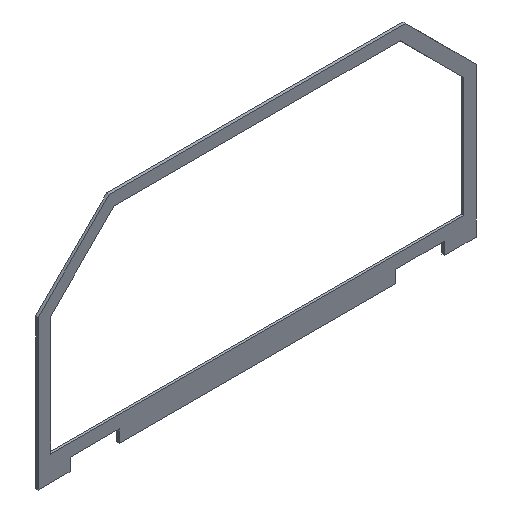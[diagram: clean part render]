
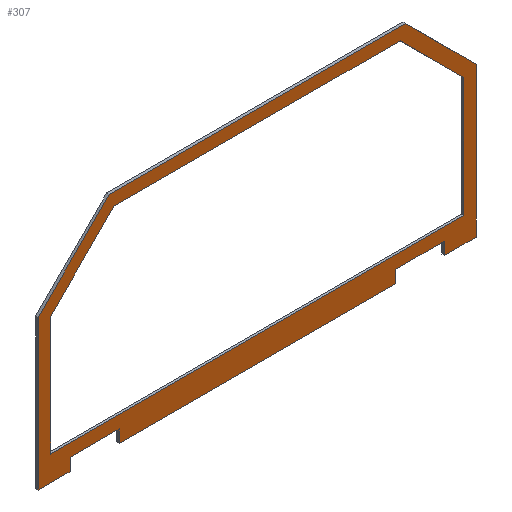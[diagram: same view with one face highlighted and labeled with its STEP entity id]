
A CAD part, isometric view. The second image highlights one B-rep face of the part: STEP entity #307.
In plain terms, the highlighted planar face has unit normal (0, -1, 0).
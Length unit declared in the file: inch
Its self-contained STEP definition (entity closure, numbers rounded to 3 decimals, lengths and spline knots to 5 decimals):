
#8 = ORIENTED_EDGE ( 'NONE', *, *, #561, .T. ) ;
#9 = VERTEX_POINT ( 'NONE', #770 ) ;
#24 = CARTESIAN_POINT ( 'NONE',  ( -5.55315, -0.1, 0.45 ) ) ;
#34 = VERTEX_POINT ( 'NONE', #233 ) ;
#41 = ORIENTED_EDGE ( 'NONE', *, *, #483, .F. ) ;
#48 = VECTOR ( 'NONE', #609, 39.37008 ) ;
#51 = ORIENTED_EDGE ( 'NONE', *, *, #111, .T. ) ;
#54 = CARTESIAN_POINT ( 'NONE',  ( -8.8015, -0.1, 6.45732 ) ) ;
#57 = LINE ( 'NONE', #179, #591 ) ;
#56 = DIRECTION ( 'NONE',  ( 0., 0., 1. ) ) ;
#62 = CARTESIAN_POINT ( 'NONE',  ( 8.8015, -0.1, 0.45 ) ) ;
#63 = ORIENTED_EDGE ( 'NONE', *, *, #413, .T. ) ;
#72 = CARTESIAN_POINT ( 'NONE',  ( -8.8015, -0.1, 0.45 ) ) ;
#74 = CARTESIAN_POINT ( 'NONE',  ( 8.3015, -0.1, 1.45 ) ) ;
#77 = PLANE ( 'NONE',  #255 ) ;
#80 = VECTOR ( 'NONE', #451, 39.37008 ) ;
#95 = EDGE_LOOP ( 'NONE', ( #125, #41, #352, #147, #268, #621 ) ) ;
#102 = VERTEX_POINT ( 'NONE', #62 ) ;
#106 = VERTEX_POINT ( 'NONE', #534 ) ;
#107 = EDGE_CURVE ( 'NONE', #297, #317, #132, .T. ) ;
#108 = DIRECTION ( 'NONE',  ( -0.707, 0., 0.707 ) ) ;
#111 = EDGE_CURVE ( 'NONE', #9, #364, #57, .T. ) ;
#116 = CARTESIAN_POINT ( 'NONE',  ( -8.3015, -0.1, 6.25021 ) ) ;
#118 = CARTESIAN_POINT ( 'NONE',  ( 5.74171, -0.1, 8.81 ) ) ;
#120 = CARTESIAN_POINT ( 'NONE',  ( 5.55315, -0.1, 0.45 ) ) ;
#125 = ORIENTED_EDGE ( 'NONE', *, *, #441, .F. ) ;
#132 = LINE ( 'NONE', #543, #522 ) ;
#134 = ORIENTED_EDGE ( 'NONE', *, *, #517, .T. ) ;
#140 = VERTEX_POINT ( 'NONE', #118 ) ;
#142 = ORIENTED_EDGE ( 'NONE', *, *, #672, .T. ) ;
#147 = ORIENTED_EDGE ( 'NONE', *, *, #500, .F. ) ;
#149 = ORIENTED_EDGE ( 'NONE', *, *, #107, .T. ) ;
#154 = CARTESIAN_POINT ( 'NONE',  ( 8.3015, -0.1, 6.25021 ) ) ;
#160 = LINE ( 'NONE', #767, #643 ) ;
#166 = VERTEX_POINT ( 'NONE', #545 ) ;
#171 = CARTESIAN_POINT ( 'NONE',  ( -5.55315, -0.1, 0.95 ) ) ;
#177 = ORIENTED_EDGE ( 'NONE', *, *, #741, .T. ) ;
#178 = LINE ( 'NONE', #227, #231 ) ;
#179 = CARTESIAN_POINT ( 'NONE',  ( -5.94882, -0.1, 9.31 ) ) ;
#182 = DIRECTION ( 'NONE',  ( 0., 0., 1. ) ) ;
#202 = LINE ( 'NONE', #120, #279 ) ;
#204 = CARTESIAN_POINT ( 'NONE',  ( -5.55315, -0.1, 0.45 ) ) ;
#212 = DIRECTION ( 'NONE',  ( -1., 0., 0. ) ) ;
#214 = VERTEX_POINT ( 'NONE', #430 ) ;
#215 = CARTESIAN_POINT ( 'NONE',  ( 8.3015, -0.1, 1.45 ) ) ;
#217 = DIRECTION ( 'NONE',  ( 1., 0., 0. ) ) ;
#222 = VERTEX_POINT ( 'NONE', #72 ) ;
#227 = CARTESIAN_POINT ( 'NONE',  ( 7.52165, -0.1, 0.45 ) ) ;
#231 = VECTOR ( 'NONE', #642, 39.37008 ) ;
#233 = CARTESIAN_POINT ( 'NONE',  ( 5.55315, -0.1, 0.45 ) ) ;
#243 = ORIENTED_EDGE ( 'NONE', *, *, #527, .T. ) ;
#246 = LINE ( 'NONE', #397, #657 ) ;
#252 = DIRECTION ( 'NONE',  ( 0., 0., 1. ) ) ;
#255 = AXIS2_PLACEMENT_3D ( 'NONE', #482, #734, #375 ) ;
#256 = DIRECTION ( 'NONE',  ( 1., 0., 0. ) ) ;
#259 = FACE_BOUND ( 'NONE', #95, .T. ) ;
#261 = CARTESIAN_POINT ( 'NONE',  ( 5.74171, -0.1, 8.81 ) ) ;
#268 = ORIENTED_EDGE ( 'NONE', *, *, #638, .F. ) ;
#270 = CARTESIAN_POINT ( 'NONE',  ( 8.8015, -0.1, 6.45732 ) ) ;
#271 = VECTOR ( 'NONE', #450, 39.37008 ) ;
#274 = LINE ( 'NONE', #74, #696 ) ;
#279 = VECTOR ( 'NONE', #56, 39.37008 ) ;
#283 = DIRECTION ( 'NONE',  ( 1., 0., 0. ) ) ;
#287 = LINE ( 'NONE', #295, #615 ) ;
#292 = EDGE_CURVE ( 'NONE', #214, #478, #274, .T. ) ;
#294 = EDGE_CURVE ( 'NONE', #433, #34, #746, .T. ) ;
#295 = CARTESIAN_POINT ( 'NONE',  ( 7.52165, -0.1, 0.95 ) ) ;
#297 = VERTEX_POINT ( 'NONE', #731 ) ;
#307 = ADVANCED_FACE ( 'NONE', ( #360, #259 ), #77, .T. ) ;
#310 = EDGE_CURVE ( 'NONE', #706, #433, #454, .T. ) ;
#314 = LINE ( 'NONE', #679, #444 ) ;
#317 = VERTEX_POINT ( 'NONE', #673 ) ;
#321 = CARTESIAN_POINT ( 'NONE',  ( 5.94882, -0.1, 9.31 ) ) ;
#327 = EDGE_LOOP ( 'NONE', ( #243, #63, #51, #768, #134, #149, #142, #437, #455, #400, #177, #409, #446, #8 ) ) ;
#326 = CARTESIAN_POINT ( 'NONE',  ( 7.52165, -0.1, 0.45 ) ) ;
#329 = CARTESIAN_POINT ( 'NONE',  ( 7.52165, -0.1, 0.45 ) ) ;
#337 = VECTOR ( 'NONE', #456, 39.37008 ) ;
#352 = ORIENTED_EDGE ( 'NONE', *, *, #292, .F. ) ;
#360 = FACE_OUTER_BOUND ( 'NONE', #327, .T. ) ;
#361 = EDGE_CURVE ( 'NONE', #664, #675, #314, .T. ) ;
#363 = DIRECTION ( 'NONE',  ( -0.707, 0., -0.707 ) ) ;
#364 = VERTEX_POINT ( 'NONE', #736 ) ;
#369 = CARTESIAN_POINT ( 'NONE',  ( -5.55315, -0.1, 0.45 ) ) ;
#375 = DIRECTION ( 'NONE',  ( 0., 0., -1. ) ) ;
#378 = DIRECTION ( 'NONE',  ( -0.707, 0., -0.707 ) ) ;
#380 = CARTESIAN_POINT ( 'NONE',  ( 5.55315, -0.1, 0.95 ) ) ;
#389 = LINE ( 'NONE', #261, #693 ) ;
#397 = CARTESIAN_POINT ( 'NONE',  ( -8.8015, -0.1, 0.45 ) ) ;
#399 = VERTEX_POINT ( 'NONE', #326 ) ;
#400 = ORIENTED_EDGE ( 'NONE', *, *, #704, .T. ) ;
#402 = CARTESIAN_POINT ( 'NONE',  ( 5.94882, -0.1, 9.31 ) ) ;
#403 = LINE ( 'NONE', #154, #616 ) ;
#409 = ORIENTED_EDGE ( 'NONE', *, *, #475, .T. ) ;
#413 = EDGE_CURVE ( 'NONE', #513, #9, #756, .T. ) ;
#418 = VERTEX_POINT ( 'NONE', #380 ) ;
#430 = CARTESIAN_POINT ( 'NONE',  ( 8.3015, -0.1, 1.45 ) ) ;
#433 = VERTEX_POINT ( 'NONE', #204 ) ;
#437 = ORIENTED_EDGE ( 'NONE', *, *, #310, .T. ) ;
#436 = CARTESIAN_POINT ( 'NONE',  ( -8.3015, -0.1, 1.45 ) ) ;
#441 = EDGE_CURVE ( 'NONE', #140, #664, #389, .T. ) ;
#444 = VECTOR ( 'NONE', #378, 39.37008 ) ;
#446 = ORIENTED_EDGE ( 'NONE', *, *, #713, .T. ) ;
#450 = DIRECTION ( 'NONE',  ( 0., 0., -1. ) ) ;
#451 = DIRECTION ( 'NONE',  ( 0., 0., 1. ) ) ;
#454 = LINE ( 'NONE', #24, #48 ) ;
#455 = ORIENTED_EDGE ( 'NONE', *, *, #294, .T. ) ;
#456 = DIRECTION ( 'NONE',  ( -0.707, 0., 0.707 ) ) ;
#463 = VECTOR ( 'NONE', #520, 39.37008 ) ;
#465 = DIRECTION ( 'NONE',  ( 0., 0., -1. ) ) ;
#468 = VERTEX_POINT ( 'NONE', #436 ) ;
#470 = LINE ( 'NONE', #649, #463 ) ;
#475 = EDGE_CURVE ( 'NONE', #106, #399, #490, .T. ) ;
#478 = VERTEX_POINT ( 'NONE', #493 ) ;
#482 = CARTESIAN_POINT ( 'NONE',  ( 0., -0.1, 0. ) ) ;
#483 = EDGE_CURVE ( 'NONE', #478, #140, #403, .T. ) ;
#490 = LINE ( 'NONE', #329, #271 ) ;
#493 = CARTESIAN_POINT ( 'NONE',  ( 8.3015, -0.1, 6.25021 ) ) ;
#494 = VECTOR ( 'NONE', #212, 39.37008 ) ;
#500 = EDGE_CURVE ( 'NONE', #468, #214, #692, .T. ) ;
#513 = VERTEX_POINT ( 'NONE', #402 ) ;
#517 = EDGE_CURVE ( 'NONE', #222, #297, #246, .T. ) ;
#520 = DIRECTION ( 'NONE',  ( 1., 0., 0. ) ) ;
#521 = CARTESIAN_POINT ( 'NONE',  ( -5.74171, -0.1, 8.81 ) ) ;
#522 = VECTOR ( 'NONE', #182, 39.37008 ) ;
#527 = EDGE_CURVE ( 'NONE', #166, #513, #677, .T. ) ;
#534 = CARTESIAN_POINT ( 'NONE',  ( 7.52165, -0.1, 0.95 ) ) ;
#541 = LINE ( 'NONE', #695, #80 ) ;
#543 = CARTESIAN_POINT ( 'NONE',  ( -7.52165, -0.1, 0.45 ) ) ;
#545 = CARTESIAN_POINT ( 'NONE',  ( 8.8015, -0.1, 6.45732 ) ) ;
#561 = EDGE_CURVE ( 'NONE', #102, #166, #541, .T. ) ;
#568 = DIRECTION ( 'NONE',  ( 1., 0., 0. ) ) ;
#591 = VECTOR ( 'NONE', #363, 39.37008 ) ;
#609 = DIRECTION ( 'NONE',  ( 0., 0., -1. ) ) ;
#615 = VECTOR ( 'NONE', #283, 39.37008 ) ;
#616 = VECTOR ( 'NONE', #108, 39.37008 ) ;
#619 = VECTOR ( 'NONE', #256, 39.37008 ) ;
#621 = ORIENTED_EDGE ( 'NONE', *, *, #361, .F. ) ;
#624 = DIRECTION ( 'NONE',  ( -1., 0., 0. ) ) ;
#635 = EDGE_CURVE ( 'NONE', #364, #222, #691, .T. ) ;
#638 = EDGE_CURVE ( 'NONE', #675, #468, #160, .T. ) ;
#642 = DIRECTION ( 'NONE',  ( 1., 0., 0. ) ) ;
#643 = VECTOR ( 'NONE', #465, 39.37008 ) ;
#649 = CARTESIAN_POINT ( 'NONE',  ( -7.52165, -0.1, 0.95 ) ) ;
#657 = VECTOR ( 'NONE', #217, 39.37008 ) ;
#664 = VERTEX_POINT ( 'NONE', #521 ) ;
#672 = EDGE_CURVE ( 'NONE', #317, #706, #470, .T. ) ;
#673 = CARTESIAN_POINT ( 'NONE',  ( -7.52165, -0.1, 0.95 ) ) ;
#675 = VERTEX_POINT ( 'NONE', #116 ) ;
#677 = LINE ( 'NONE', #270, #337 ) ;
#679 = CARTESIAN_POINT ( 'NONE',  ( -5.74171, -0.1, 8.81 ) ) ;
#691 = LINE ( 'NONE', #54, #749 ) ;
#692 = LINE ( 'NONE', #215, #709 ) ;
#693 = VECTOR ( 'NONE', #624, 39.37008 ) ;
#695 = CARTESIAN_POINT ( 'NONE',  ( 8.8015, -0.1, 0.45 ) ) ;
#696 = VECTOR ( 'NONE', #252, 39.37008 ) ;
#702 = DIRECTION ( 'NONE',  ( 0., 0., -1. ) ) ;
#704 = EDGE_CURVE ( 'NONE', #34, #418, #202, .T. ) ;
#706 = VERTEX_POINT ( 'NONE', #171 ) ;
#709 = VECTOR ( 'NONE', #568, 39.37008 ) ;
#713 = EDGE_CURVE ( 'NONE', #399, #102, #178, .T. ) ;
#731 = CARTESIAN_POINT ( 'NONE',  ( -7.52165, -0.1, 0.45 ) ) ;
#734 = DIRECTION ( 'NONE',  ( 0., -1., 0. ) ) ;
#736 = CARTESIAN_POINT ( 'NONE',  ( -8.8015, -0.1, 6.45732 ) ) ;
#741 = EDGE_CURVE ( 'NONE', #418, #106, #287, .T. ) ;
#746 = LINE ( 'NONE', #369, #619 ) ;
#749 = VECTOR ( 'NONE', #702, 39.37008 ) ;
#756 = LINE ( 'NONE', #321, #494 ) ;
#767 = CARTESIAN_POINT ( 'NONE',  ( -8.3015, -0.1, 6.25021 ) ) ;
#768 = ORIENTED_EDGE ( 'NONE', *, *, #635, .T. ) ;
#770 = CARTESIAN_POINT ( 'NONE',  ( -5.94882, -0.1, 9.31 ) ) ;
